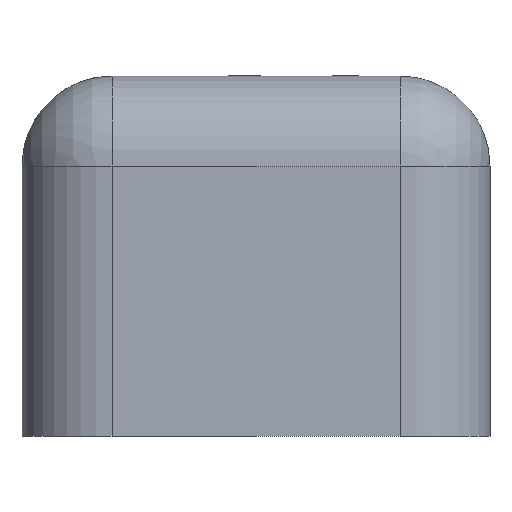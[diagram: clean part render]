
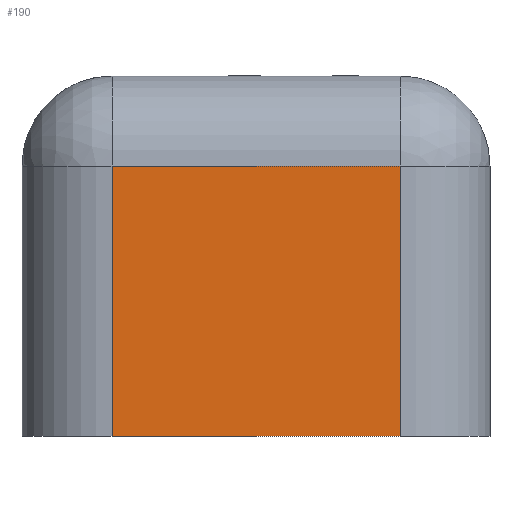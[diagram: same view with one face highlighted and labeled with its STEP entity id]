
A CAD part, front view. The second image highlights one B-rep face of the part: STEP entity #190.
In plain terms, the highlighted planar face has unit normal (0, -1, 0).
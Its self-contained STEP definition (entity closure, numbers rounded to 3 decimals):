
#47 = DIRECTION ( 'NONE',  ( 0., 0., -1. ) ) ;
#148 = CARTESIAN_POINT ( 'NONE',  ( 0.4, -1.6, 0. ) ) ;
#161 = DIRECTION ( 'NONE',  ( 0., 0., 1. ) ) ;
#190 = ADVANCED_FACE ( 'NONE', ( #3364 ), #3344, .F. ) ;
#199 = LINE ( 'NONE', #3012, #1613 ) ;
#214 = VERTEX_POINT ( 'NONE', #1905 ) ;
#582 = VECTOR ( 'NONE', #3885, 1000. ) ;
#595 = AXIS2_PLACEMENT_3D ( 'NONE', #4425, #3283, #161 ) ;
#650 = EDGE_CURVE ( 'NONE', #214, #3161, #2368, .T. ) ;
#691 = CARTESIAN_POINT ( 'NONE',  ( -0.65, -1.6, 0.75 ) ) ;
#701 = VERTEX_POINT ( 'NONE', #1160 ) ;
#707 = CARTESIAN_POINT ( 'NONE',  ( -0.65, -1.6, 0. ) ) ;
#762 = LINE ( 'NONE', #3178, #871 ) ;
#871 = VECTOR ( 'NONE', #47, 1000. ) ;
#1042 = ORIENTED_EDGE ( 'NONE', *, *, #650, .T. ) ;
#1043 = ORIENTED_EDGE ( 'NONE', *, *, #3386, .T. ) ;
#1121 = CARTESIAN_POINT ( 'NONE',  ( -0.4, -1.6, 0.75 ) ) ;
#1160 = CARTESIAN_POINT ( 'NONE',  ( -0.4, -1.6, 0. ) ) ;
#1613 = VECTOR ( 'NONE', #2986, 1000. ) ;
#1905 = CARTESIAN_POINT ( 'NONE',  ( 0.4, -1.6, 0.75 ) ) ;
#2276 = EDGE_LOOP ( 'NONE', ( #3171, #3039, #1042, #1043 ) ) ;
#2279 = VECTOR ( 'NONE', #3721, 1000. ) ;
#2368 = LINE ( 'NONE', #691, #2279 ) ;
#2501 = LINE ( 'NONE', #707, #582 ) ;
#2514 = EDGE_CURVE ( 'NONE', #3206, #214, #199, .T. ) ;
#2986 = DIRECTION ( 'NONE',  ( 0., 0., 1. ) ) ;
#3012 = CARTESIAN_POINT ( 'NONE',  ( 0.4, -1.6, 1. ) ) ;
#3039 = ORIENTED_EDGE ( 'NONE', *, *, #2514, .T. ) ;
#3161 = VERTEX_POINT ( 'NONE', #1121 ) ;
#3171 = ORIENTED_EDGE ( 'NONE', *, *, #3951, .T. ) ;
#3178 = CARTESIAN_POINT ( 'NONE',  ( -0.4, -1.6, 1. ) ) ;
#3206 = VERTEX_POINT ( 'NONE', #148 ) ;
#3283 = DIRECTION ( 'NONE',  ( 0., 1., 0. ) ) ;
#3344 = PLANE ( 'NONE',  #595 ) ;
#3364 = FACE_OUTER_BOUND ( 'NONE', #2276, .T. ) ;
#3386 = EDGE_CURVE ( 'NONE', #3161, #701, #762, .T. ) ;
#3721 = DIRECTION ( 'NONE',  ( -1., 0., 0. ) ) ;
#3885 = DIRECTION ( 'NONE',  ( 1., 0., 0. ) ) ;
#3951 = EDGE_CURVE ( 'NONE', #701, #3206, #2501, .T. ) ;
#4425 = CARTESIAN_POINT ( 'NONE',  ( -0.65, -1.6, 1. ) ) ;
